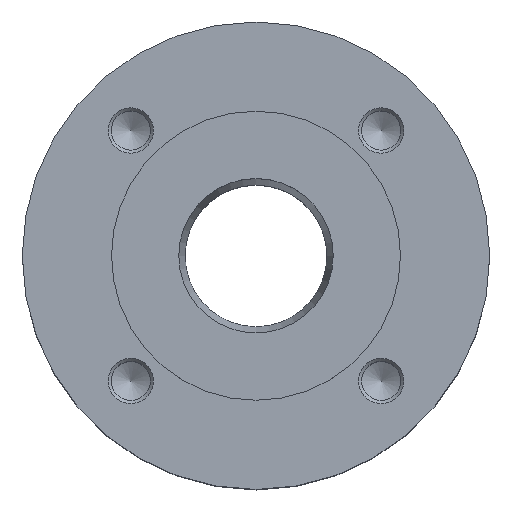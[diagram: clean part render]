
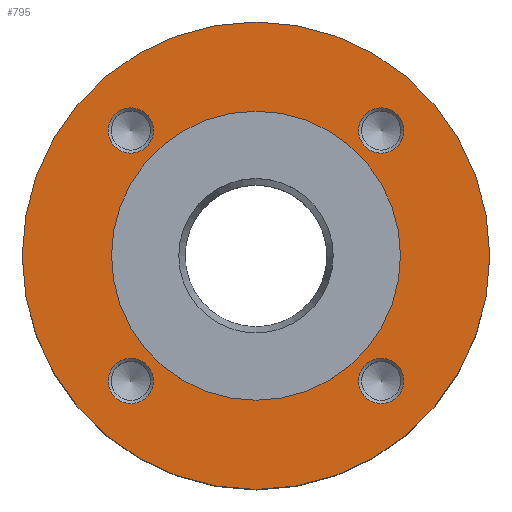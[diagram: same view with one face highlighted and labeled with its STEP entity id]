
A CAD part, top view. The second image highlights one B-rep face of the part: STEP entity #795.
In plain terms, the highlighted planar face has unit normal (0, 0, 1).
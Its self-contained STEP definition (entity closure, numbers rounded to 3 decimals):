
#104=ORIENTED_EDGE('',*,*,#173,.T.);
#105=ORIENTED_EDGE('',*,*,#174,.T.);
#106=ORIENTED_EDGE('',*,*,#175,.T.);
#107=ORIENTED_EDGE('',*,*,#176,.T.);
#108=ORIENTED_EDGE('',*,*,#177,.T.);
#109=ORIENTED_EDGE('',*,*,#172,.F.);
#172=EDGE_CURVE('',#215,#215,#266,.T.);
#173=EDGE_CURVE('',#216,#216,#267,.T.);
#174=EDGE_CURVE('',#217,#217,#268,.T.);
#175=EDGE_CURVE('',#218,#218,#269,.T.);
#176=EDGE_CURVE('',#219,#219,#270,.T.);
#177=EDGE_CURVE('',#220,#220,#271,.T.);
#215=VERTEX_POINT('',#1149);
#216=VERTEX_POINT('',#1152);
#217=VERTEX_POINT('',#1154);
#218=VERTEX_POINT('',#1156);
#219=VERTEX_POINT('',#1158);
#220=VERTEX_POINT('',#1160);
#266=CIRCLE('',#865,82.5);
#267=CIRCLE('',#867,51.);
#268=CIRCLE('',#868,8.);
#269=CIRCLE('',#869,8.);
#270=CIRCLE('',#870,8.);
#271=CIRCLE('',#871,8.);
#327=EDGE_LOOP('',(#104));
#328=EDGE_LOOP('',(#105));
#329=EDGE_LOOP('',(#106));
#330=EDGE_LOOP('',(#107));
#331=EDGE_LOOP('',(#108));
#332=EDGE_LOOP('',(#109));
#413=FACE_BOUND('',#327,.T.);
#414=FACE_BOUND('',#328,.T.);
#415=FACE_BOUND('',#329,.T.);
#416=FACE_BOUND('',#330,.T.);
#417=FACE_BOUND('',#331,.T.);
#418=FACE_BOUND('',#332,.T.);
#474=PLANE('',#866);
#795=ADVANCED_FACE('',(#413,#414,#415,#416,#417,#418),#474,.T.);
#865=AXIS2_PLACEMENT_3D('',#1148,#993,#994);
#866=AXIS2_PLACEMENT_3D('',#1150,#995,#996);
#867=AXIS2_PLACEMENT_3D('',#1151,#997,#998);
#868=AXIS2_PLACEMENT_3D('',#1153,#999,#1000);
#869=AXIS2_PLACEMENT_3D('',#1155,#1001,#1002);
#870=AXIS2_PLACEMENT_3D('',#1157,#1003,#1004);
#871=AXIS2_PLACEMENT_3D('',#1159,#1005,#1006);
#993=DIRECTION('',(0.,0.,-1.));
#994=DIRECTION('',(-1.,0.,0.));
#995=DIRECTION('',(0.,0.,1.));
#996=DIRECTION('',(1.,0.,0.));
#997=DIRECTION('',(0.,0.,-1.));
#998=DIRECTION('',(-1.,0.,0.));
#999=DIRECTION('',(0.,0.,-1.));
#1000=DIRECTION('',(-1.,0.,0.));
#1001=DIRECTION('',(0.,0.,-1.));
#1002=DIRECTION('',(-1.,0.,0.));
#1003=DIRECTION('',(0.,0.,-1.));
#1004=DIRECTION('',(-1.,0.,0.));
#1005=DIRECTION('',(0.,0.,-1.));
#1006=DIRECTION('',(-1.,0.,0.));
#1148=CARTESIAN_POINT('',(0.,0.,-2.));
#1149=CARTESIAN_POINT('',(-82.5,0.,-2.));
#1150=CARTESIAN_POINT('',(0.,82.5,-2.));
#1151=CARTESIAN_POINT('',(0.,0.,-2.));
#1152=CARTESIAN_POINT('',(-51.,0.,-2.));
#1153=CARTESIAN_POINT('',(-44.194,44.194,-2.));
#1154=CARTESIAN_POINT('',(-52.194,44.194,-2.));
#1155=CARTESIAN_POINT('',(-44.194,-44.194,-2.));
#1156=CARTESIAN_POINT('',(-52.194,-44.194,-2.));
#1157=CARTESIAN_POINT('',(44.194,-44.194,-2.));
#1158=CARTESIAN_POINT('',(36.194,-44.194,-2.));
#1159=CARTESIAN_POINT('',(44.194,44.194,-2.));
#1160=CARTESIAN_POINT('',(36.194,44.194,-2.));
